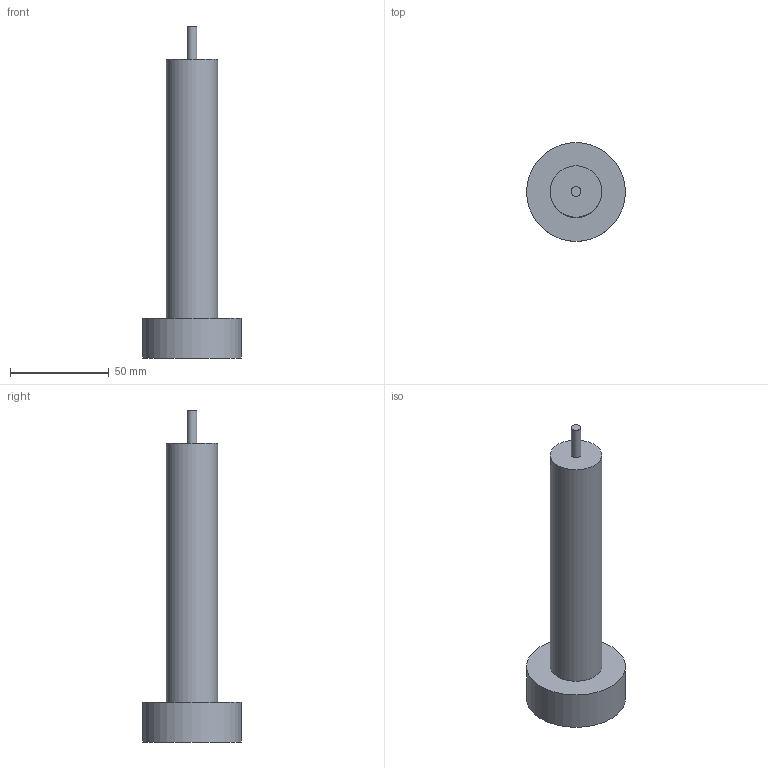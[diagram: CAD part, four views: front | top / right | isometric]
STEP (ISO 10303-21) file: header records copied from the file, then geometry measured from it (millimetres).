
FILE_DESCRIPTION(/* description */ (''),/* implementation_level */ '2;1');
FILE_NAME(/* name */ 'marcador.stp',/* time_stamp */ '2022-06-24T12:03:21-05:00',/* author */ ('luzve'),/* organization */ (''),/* preprocessor_version */ 'ST-DEVELOPER v18.1',/* originating_system */ 'Autodesk Inventor 2021',/* authorisation */ '');
FILE_SCHEMA (('AUTOMOTIVE_DESIGN { 1 0 10303 214 3 1 1 }'));
Length unit declared in the file: millimetre
Products named in the file (1): marcador
Bounding box: 50 x 50 x 167.8 mm (x, y, z)
Volume: 109100.4 mm3; surface area: 18026.1 mm2
Topology: 1 solids, 1 shells, 7 faces, 15 edges, 12 vertices
Faces by surface type: plane 4, cylinder 3
Full cylindrical faces by diameter (mm): 5 x1, 26 x1, 50 x1
Entity records: 250 total; most frequent: DIRECTION 43, CARTESIAN_POINT 35, ORIENTED_EDGE 30, AXIS2_PLACEMENT_3D 20, EDGE_CURVE 15, CIRCLE 12, VERTEX_POINT 12, EDGE_LOOP 9
